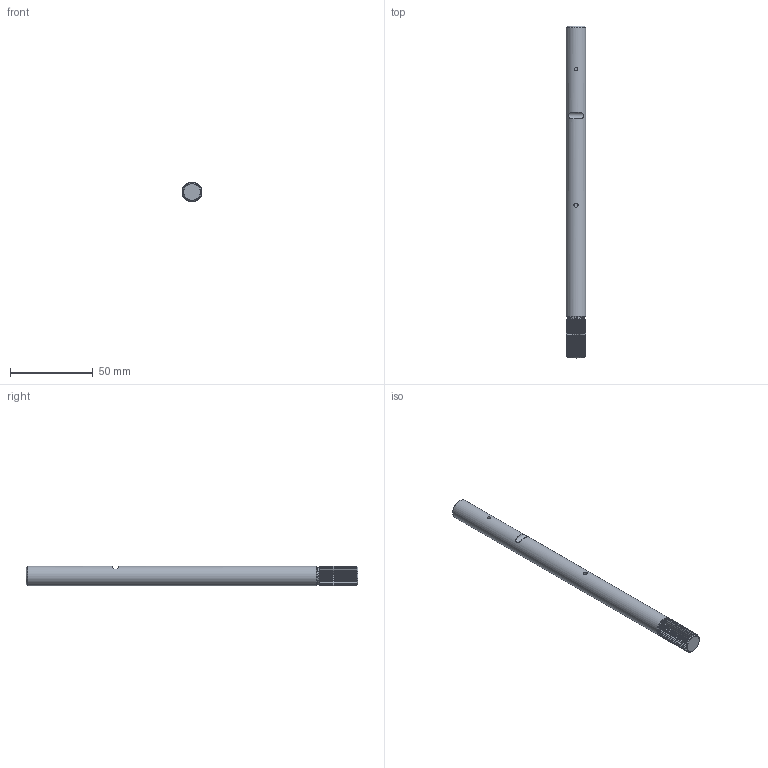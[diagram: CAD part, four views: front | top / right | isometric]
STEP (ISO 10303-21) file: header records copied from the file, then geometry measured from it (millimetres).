
FILE_DESCRIPTION(/* description */ (''),/* implementation_level */ '2;1');
FILE_NAME(/* name */ 'Part 026.stp',/* time_stamp */ '2015-02-21T07:46:48+02:00',/* author */ ('SFC'),/* organization */ (''),/* preprocessor_version */ 'ST-DEVELOPER v15.2',/* originating_system */ 'Autodesk Inventor 2014',/* authorisation */ '');
FILE_SCHEMA (('AUTOMOTIVE_DESIGN { 1 0 10303 214 3 1 1 }'));
Length unit declared in the file: millimetre
Products named in the file (1): Part 026
Bounding box: 12 x 200 x 12 mm (x, y, z)
Volume: 20401.2 mm3; surface area: 9987.7 mm2
Topology: 1 solids, 1 shells, 225 faces, 668 edges, 444 vertices
Faces by surface type: plane 123, cylinder 67, torus 31, cone 4
Full cylindrical faces by diameter (mm): 2 x1, 2.5 x1, 4 x1, 4.8 x1, 10.2 x1, 12 x1
Entity records: 8562 total; most frequent: CARTESIAN_POINT 2907, ORIENTED_EDGE 1294, DIRECTION 1072, EDGE_CURVE 647, VERTEX_POINT 437, AXIS2_PLACEMENT_3D 416, EDGE_LOOP 242, LINE 240
